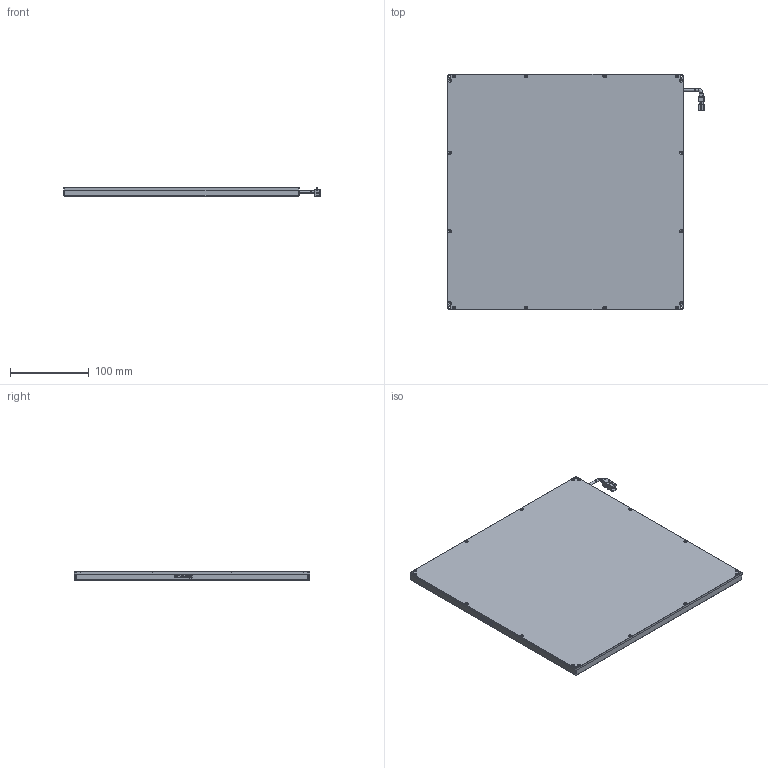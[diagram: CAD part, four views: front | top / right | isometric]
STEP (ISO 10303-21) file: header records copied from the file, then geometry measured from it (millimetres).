
FILE_DESCRIPTION (( 'STEP AP214' ), '1' );
FILE_NAME ('660506-R.STEP', '2019-02-14T07:43:46', ( 'user' ), ( '微软中国' ), 'SwSTEP 2.0', 'SolidWorks 2016', '' );
FILE_SCHEMA (( 'AUTOMOTIVE_DESIGN' ));
Length unit declared in the file: millimetre
Products named in the file (1): 660506-R
Bounding box: 327 x 300 x 11 mm (x, y, z)
Volume: 337644 mm3; surface area: 246818.2 mm2
Topology: 4 solids, 4 shells, 447 faces, 1129 edges, 712 vertices
Faces by surface type: plane 176, cylinder 146, cone 64, bspline 61
Entity records: 17667 total; most frequent: CARTESIAN_POINT 3288, ORIENTED_EDGE 2194, DIRECTION 2087, EDGE_CURVE 1097, AXIS2_PLACEMENT_3D 721, VERTEX_POINT 712, VECTOR 645, LINE 645
